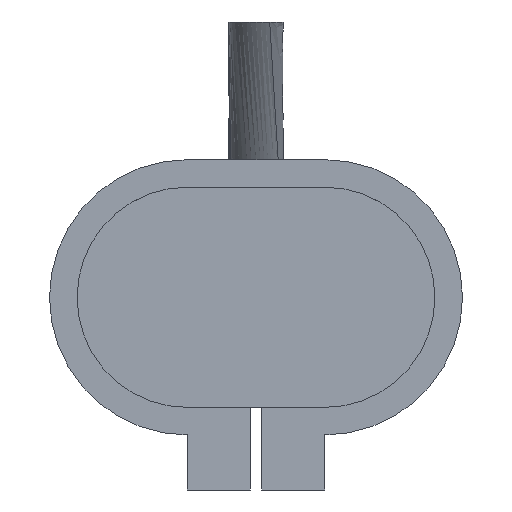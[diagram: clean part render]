
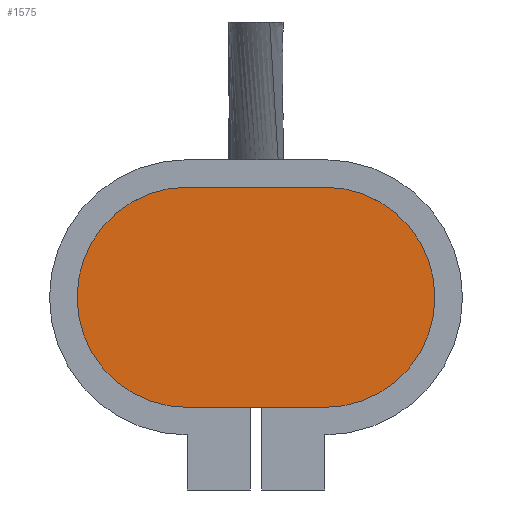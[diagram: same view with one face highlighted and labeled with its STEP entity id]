
A CAD part, front view. The second image highlights one B-rep face of the part: STEP entity #1575.
In plain terms, the highlighted planar face has unit normal (0, -1, 0).
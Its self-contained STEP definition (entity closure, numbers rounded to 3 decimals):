
#141 = EDGE_CURVE ( 'NONE', #974, #402, #565, .T. ) ;
#143 = ORIENTED_EDGE ( 'NONE', *, *, #1918, .F. ) ;
#221 = CARTESIAN_POINT ( 'NONE',  ( -25., 0., -20. ) ) ;
#246 = DIRECTION ( 'NONE',  ( 0., 0., 1. ) ) ;
#402 = VERTEX_POINT ( 'NONE', #1401 ) ;
#463 = CARTESIAN_POINT ( 'NONE',  ( 0., 0., 0. ) ) ;
#537 = ORIENTED_EDGE ( 'NONE', *, *, #2440, .F. ) ;
#562 = PLANE ( 'NONE',  #2353 ) ;
#565 = CIRCLE ( 'NONE', #1886, 20. ) ;
#637 = EDGE_CURVE ( 'NONE', #1419, #2203, #1166, .T. ) ;
#695 = VECTOR ( 'NONE', #1044, 1000. ) ;
#769 = VECTOR ( 'NONE', #2199, 1000. ) ;
#934 = DIRECTION ( 'NONE',  ( 0., 0., 1. ) ) ;
#945 = DIRECTION ( 'NONE',  ( 0., 1., 0. ) ) ;
#974 = VERTEX_POINT ( 'NONE', #221 ) ;
#1016 = CARTESIAN_POINT ( 'NONE',  ( -25., 0., 0. ) ) ;
#1044 = DIRECTION ( 'NONE',  ( -1., 0., 0. ) ) ;
#1166 = CIRCLE ( 'NONE', #1501, 20. ) ;
#1175 = LINE ( 'NONE', #1765, #769 ) ;
#1214 = DIRECTION ( 'NONE',  ( 0., 1., 0. ) ) ;
#1251 = CARTESIAN_POINT ( 'NONE',  ( 0., 0., -20. ) ) ;
#1373 = CARTESIAN_POINT ( 'NONE',  ( 0., 0., 0. ) ) ;
#1401 = CARTESIAN_POINT ( 'NONE',  ( -25., 0., 20. ) ) ;
#1419 = VERTEX_POINT ( 'NONE', #1700 ) ;
#1478 = EDGE_LOOP ( 'NONE', ( #1882, #143, #1890, #537 ) ) ;
#1482 = DIRECTION ( 'NONE',  ( 0., 1., 0. ) ) ;
#1496 = DIRECTION ( 'NONE',  ( 0., 0., 1. ) ) ;
#1501 = AXIS2_PLACEMENT_3D ( 'NONE', #463, #1482, #1496 ) ;
#1536 = FACE_OUTER_BOUND ( 'NONE', #1478, .T. ) ;
#1575 = ADVANCED_FACE ( 'NONE', ( #1536 ), #562, .F. ) ;
#1700 = CARTESIAN_POINT ( 'NONE',  ( 0., 0., 20. ) ) ;
#1765 = CARTESIAN_POINT ( 'NONE',  ( 0., 0., 20. ) ) ;
#1882 = ORIENTED_EDGE ( 'NONE', *, *, #637, .F. ) ;
#1886 = AXIS2_PLACEMENT_3D ( 'NONE', #1016, #1214, #246 ) ;
#1890 = ORIENTED_EDGE ( 'NONE', *, *, #141, .F. ) ;
#1918 = EDGE_CURVE ( 'NONE', #402, #1419, #1175, .T. ) ;
#2199 = DIRECTION ( 'NONE',  ( 1., 0., 0. ) ) ;
#2203 = VERTEX_POINT ( 'NONE', #2467 ) ;
#2353 = AXIS2_PLACEMENT_3D ( 'NONE', #1373, #945, #934 ) ;
#2440 = EDGE_CURVE ( 'NONE', #2203, #974, #2455, .T. ) ;
#2455 = LINE ( 'NONE', #1251, #695 ) ;
#2467 = CARTESIAN_POINT ( 'NONE',  ( 0., 0., -20. ) ) ;
